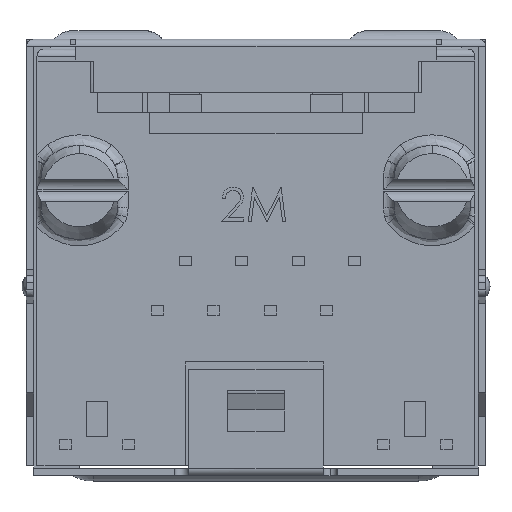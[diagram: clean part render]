
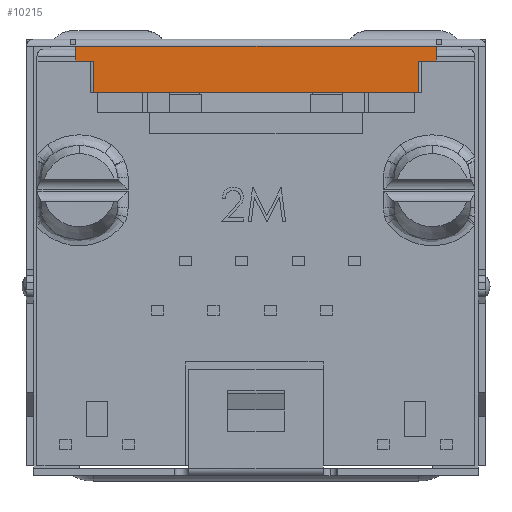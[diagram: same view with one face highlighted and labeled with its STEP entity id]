
A CAD part, front view. The second image highlights one B-rep face of the part: STEP entity #10215.
In plain terms, the highlighted planar face has unit normal (0, -1, 0).
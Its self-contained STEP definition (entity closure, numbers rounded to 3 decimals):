
#1770 = ORIENTED_EDGE ( 'NONE', *, *, #33728, .T. ) ;
#2231 = CARTESIAN_POINT ( 'NONE',  ( 5.781, -2.792, 5.64 ) ) ;
#3264 = EDGE_CURVE ( 'NONE', #32702, #21181, #17633, .T. ) ;
#3387 = EDGE_CURVE ( 'NONE', #13905, #31755, #22203, .T. ) ;
#3391 = ORIENTED_EDGE ( 'NONE', *, *, #12552, .T. ) ;
#3628 = VECTOR ( 'NONE', #20894, 1000. ) ;
#4022 = CARTESIAN_POINT ( 'NONE',  ( -6.538, -2.792, 6.173 ) ) ;
#5474 = EDGE_CURVE ( 'NONE', #31755, #41102, #29181, .T. ) ;
#5496 = EDGE_CURVE ( 'NONE', #21181, #13905, #36868, .T. ) ;
#5686 = DIRECTION ( 'NONE',  ( 0., 0., 1. ) ) ;
#6586 = DIRECTION ( 'NONE',  ( 0., 0., -1. ) ) ;
#8287 = VECTOR ( 'NONE', #25663, 1000. ) ;
#8778 = CARTESIAN_POINT ( 'NONE',  ( 6.416, -2.792, 6.173 ) ) ;
#9026 = VERTEX_POINT ( 'NONE', #16727 ) ;
#10215 = ADVANCED_FACE ( 'NONE', ( #30285 ), #39041, .T. ) ;
#10553 = AXIS2_PLACEMENT_3D ( 'NONE', #32467, #26044, #6586 ) ;
#10831 = VECTOR ( 'NONE', #41531, 1000. ) ;
#11179 = CARTESIAN_POINT ( 'NONE',  ( -6.538, -2.792, 5.64 ) ) ;
#11195 = VECTOR ( 'NONE', #35518, 1000. ) ;
#11869 = ORIENTED_EDGE ( 'NONE', *, *, #41303, .T. ) ;
#12417 = ORIENTED_EDGE ( 'NONE', *, *, #3264, .T. ) ;
#12527 = VECTOR ( 'NONE', #5686, 1000. ) ;
#12552 = EDGE_CURVE ( 'NONE', #24002, #32702, #15858, .T. ) ;
#13905 = VERTEX_POINT ( 'NONE', #14005 ) ;
#14005 = CARTESIAN_POINT ( 'NONE',  ( -5.903, -2.792, 5.64 ) ) ;
#14156 = DIRECTION ( 'NONE',  ( 0., 0., -1. ) ) ;
#14355 = CARTESIAN_POINT ( 'NONE',  ( -5.903, -2.792, 6.173 ) ) ;
#14499 = CARTESIAN_POINT ( 'NONE',  ( 5.777, -2.792, 5.64 ) ) ;
#15515 = ORIENTED_EDGE ( 'NONE', *, *, #26163, .T. ) ;
#15677 = CARTESIAN_POINT ( 'NONE',  ( 5.781, -2.792, 6.173 ) ) ;
#15858 = LINE ( 'NONE', #22376, #8287 ) ;
#16542 = CARTESIAN_POINT ( 'NONE',  ( -6.538, -2.792, 6.173 ) ) ;
#16587 = DIRECTION ( 'NONE',  ( 0., 0., -1. ) ) ;
#16727 = CARTESIAN_POINT ( 'NONE',  ( 6.416, -2.792, 5.64 ) ) ;
#17633 = LINE ( 'NONE', #16542, #25269 ) ;
#18945 = CARTESIAN_POINT ( 'NONE',  ( -5.903, -2.792, 4.522 ) ) ;
#20503 = VECTOR ( 'NONE', #34797, 1000. ) ;
#20884 = LINE ( 'NONE', #15677, #11195 ) ;
#20894 = DIRECTION ( 'NONE',  ( 1., 0., 0. ) ) ;
#21181 = VERTEX_POINT ( 'NONE', #11179 ) ;
#22203 = LINE ( 'NONE', #14355, #30866 ) ;
#22376 = CARTESIAN_POINT ( 'NONE',  ( -6.538, -2.792, 6.173 ) ) ;
#24002 = VERTEX_POINT ( 'NONE', #25454 ) ;
#24087 = ORIENTED_EDGE ( 'NONE', *, *, #3387, .T. ) ;
#24948 = CARTESIAN_POINT ( 'NONE',  ( -6.538, -2.792, 4.522 ) ) ;
#25269 = VECTOR ( 'NONE', #16587, 1000. ) ;
#25454 = CARTESIAN_POINT ( 'NONE',  ( 6.416, -2.792, 6.173 ) ) ;
#25663 = DIRECTION ( 'NONE',  ( -1., 0., 0. ) ) ;
#26044 = DIRECTION ( 'NONE',  ( 0., -1., 0. ) ) ;
#26163 = EDGE_CURVE ( 'NONE', #9026, #24002, #29862, .T. ) ;
#27434 = LINE ( 'NONE', #14499, #3628 ) ;
#28065 = VERTEX_POINT ( 'NONE', #2231 ) ;
#29181 = LINE ( 'NONE', #24948, #20503 ) ;
#29862 = LINE ( 'NONE', #8778, #12527 ) ;
#30285 = FACE_OUTER_BOUND ( 'NONE', #40288, .T. ) ;
#30866 = VECTOR ( 'NONE', #14156, 1000. ) ;
#31755 = VERTEX_POINT ( 'NONE', #18945 ) ;
#32467 = CARTESIAN_POINT ( 'NONE',  ( -6.538, -2.792, 6.173 ) ) ;
#32702 = VERTEX_POINT ( 'NONE', #4022 ) ;
#33408 = CARTESIAN_POINT ( 'NONE',  ( 5.781, -2.792, 4.522 ) ) ;
#33728 = EDGE_CURVE ( 'NONE', #28065, #9026, #27434, .T. ) ;
#34797 = DIRECTION ( 'NONE',  ( 1., 0., 0. ) ) ;
#35518 = DIRECTION ( 'NONE',  ( 0., 0., 1. ) ) ;
#36868 = LINE ( 'NONE', #38221, #10831 ) ;
#38221 = CARTESIAN_POINT ( 'NONE',  ( -6.538, -2.792, 5.64 ) ) ;
#39041 = PLANE ( 'NONE',  #10553 ) ;
#40288 = EDGE_LOOP ( 'NONE', ( #41803, #24087, #40903, #11869, #1770, #15515, #3391, #12417 ) ) ;
#40903 = ORIENTED_EDGE ( 'NONE', *, *, #5474, .T. ) ;
#41102 = VERTEX_POINT ( 'NONE', #33408 ) ;
#41303 = EDGE_CURVE ( 'NONE', #41102, #28065, #20884, .T. ) ;
#41531 = DIRECTION ( 'NONE',  ( 1., 0., 0. ) ) ;
#41803 = ORIENTED_EDGE ( 'NONE', *, *, #5496, .T. ) ;
